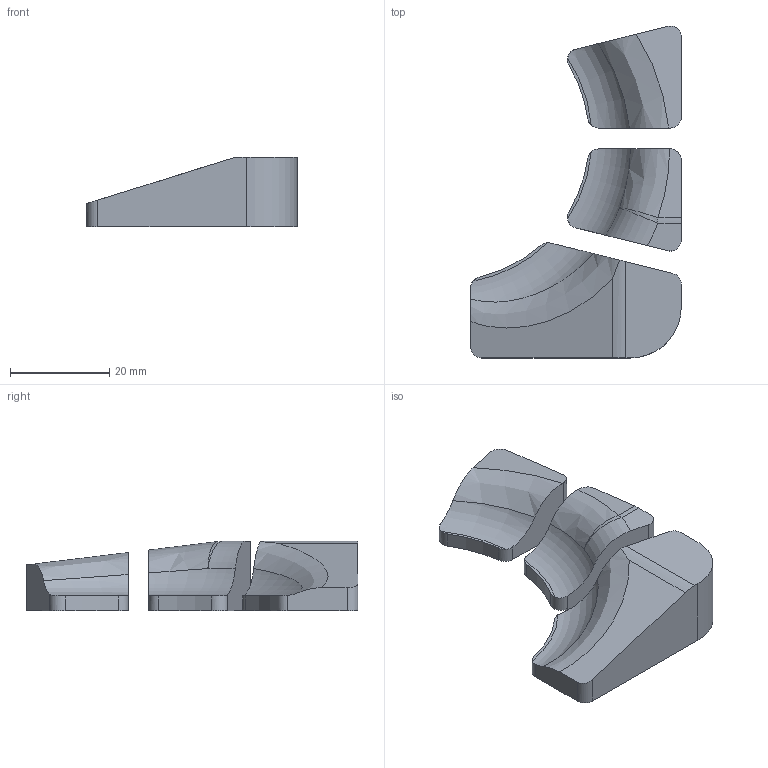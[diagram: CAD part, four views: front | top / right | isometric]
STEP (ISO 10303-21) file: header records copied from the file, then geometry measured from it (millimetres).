
FILE_DESCRIPTION(/* description */ ('STEP AP242','CAx-IF Rec.Pracs.---Representation and Presentation of Product Manufacturing Information (PMI)---4.0---2014-10-13','CAx-IF Rec.Pracs.---3D Tessellated Geometry---0.4---2014-09-14','2;1'),/* implementation_level */ '2;1');
FILE_NAME(/* name */ '66ee8a39f0b9c47dcc3d80ac',/* time_stamp */ '2024-09-21T08:56:26Z',/* author */ (''),/* organization */ (''),/* preprocessor_version */ 'ST-DEVELOPER v20',/* originating_system */ ' ',/* authorisation */ ' ');
FILE_SCHEMA (('AP242_MANAGED_MODEL_BASED_3D_ENGINEERING_MIM_LF { 1 0 10303 442 1 1 4 }'));
Length unit declared in the file: metre
Products named in the file (3): MB5; MB4; MB3 (Big)
Bounding box: 42.4 x 66.86 x 14 mm (x, y, z)
Volume: 13127 mm3; surface area: 5680.2 mm2
Topology: 3 solids, 3 shells, 73 faces, 173 edges, 105 vertices
Faces by surface type: plane 31, cylinder 18, cone 16, torus 4, bspline 3, sphere 1
Entity records: 2265 total; most frequent: CARTESIAN_POINT 533, DIRECTION 352, ORIENTED_EDGE 344, EDGE_CURVE 172, AXIS2_PLACEMENT_3D 132, VERTEX_POINT 105, LINE 88, VECTOR 88
